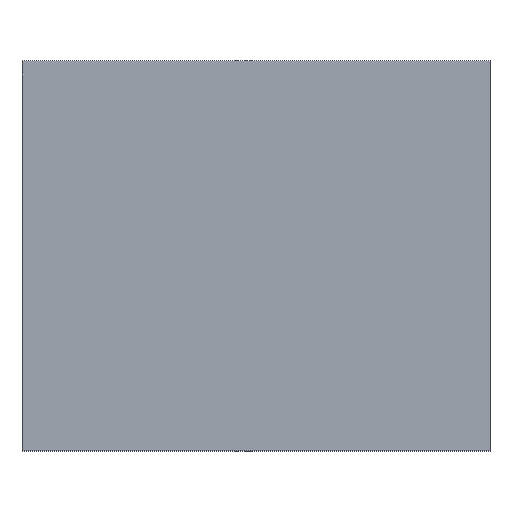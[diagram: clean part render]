
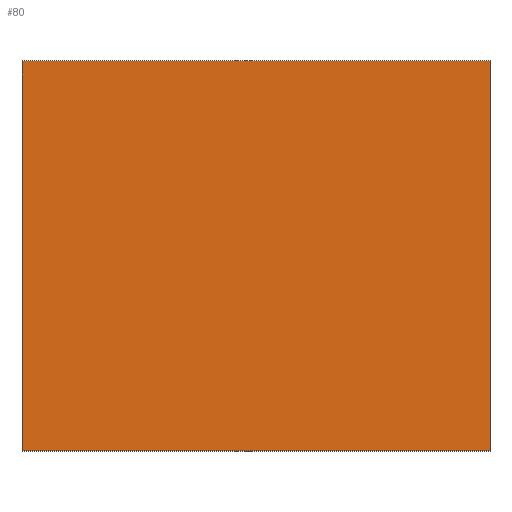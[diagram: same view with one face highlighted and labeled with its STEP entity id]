
A CAD part, top view. The second image highlights one B-rep face of the part: STEP entity #80.
In plain terms, the highlighted planar face has unit normal (0, 0, 1).
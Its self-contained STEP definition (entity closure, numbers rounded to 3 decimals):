
#80 = ADVANCED_FACE( '', ( #92 ), #93, .T. );
#92 = FACE_OUTER_BOUND( '', #104, .T. );
#93 = PLANE( '', #105 );
#104 = EDGE_LOOP( '', ( #141, #142, #143, #144 ) );
#105 = AXIS2_PLACEMENT_3D( '', #145, #146, #147 );
#141 = ORIENTED_EDGE( '', *, *, #150, .T. );
#142 = ORIENTED_EDGE( '', *, *, #156, .T. );
#143 = ORIENTED_EDGE( '', *, *, #158, .T. );
#144 = ORIENTED_EDGE( '', *, *, #159, .T. );
#145 = CARTESIAN_POINT( '', ( -300., -250., 50. ) );
#146 = DIRECTION( '', ( 0., 0., 1. ) );
#147 = DIRECTION( '', ( 1., 0., 0. ) );
#150 = EDGE_CURVE( '', #165, #163, #166, .T. );
#156 = EDGE_CURVE( '', #163, #173, #175, .T. );
#158 = EDGE_CURVE( '', #173, #176, #178, .T. );
#159 = EDGE_CURVE( '', #176, #165, #179, .T. );
#163 = VERTEX_POINT( '', #184 );
#165 = VERTEX_POINT( '', #187 );
#166 = LINE( '', #188, #189 );
#173 = VERTEX_POINT( '', #200 );
#175 = LINE( '', #203, #204 );
#176 = VERTEX_POINT( '', #205 );
#178 = LINE( '', #208, #209 );
#179 = LINE( '', #210, #211 );
#184 = CARTESIAN_POINT( '', ( -300., -250., 50. ) );
#187 = CARTESIAN_POINT( '', ( -300., 250., 50. ) );
#188 = CARTESIAN_POINT( '', ( -300., 250., 50. ) );
#189 = VECTOR( '', #214, 1000. );
#200 = CARTESIAN_POINT( '', ( 300., -250., 50. ) );
#203 = CARTESIAN_POINT( '', ( -300., -250., 50. ) );
#204 = VECTOR( '', #220, 1000. );
#205 = CARTESIAN_POINT( '', ( 300., 250., 50. ) );
#208 = CARTESIAN_POINT( '', ( 300., -250., 50. ) );
#209 = VECTOR( '', #222, 1000. );
#210 = CARTESIAN_POINT( '', ( 300., 250., 50. ) );
#211 = VECTOR( '', #223, 1000. );
#214 = DIRECTION( '', ( 0., -1., 0. ) );
#220 = DIRECTION( '', ( 1., 0., 0. ) );
#222 = DIRECTION( '', ( 0., 1., 0. ) );
#223 = DIRECTION( '', ( -1., 0., 0. ) );
